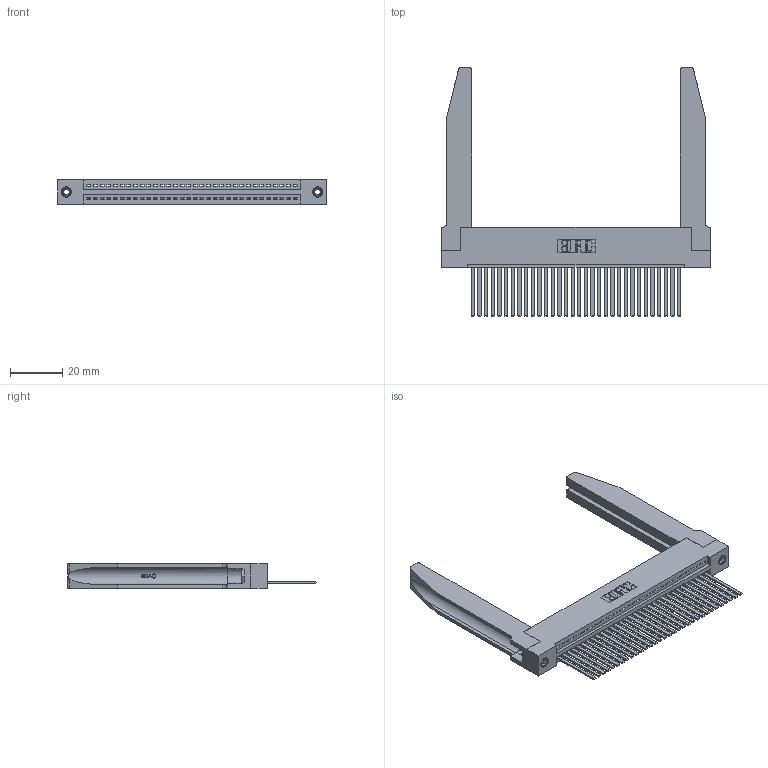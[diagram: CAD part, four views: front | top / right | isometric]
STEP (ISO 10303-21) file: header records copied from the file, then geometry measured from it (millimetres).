
FILE_DESCRIPTION (( 'STEP AP203' ), '1' );
FILE_NAME ('395-032-544-178.STEP', '2019-10-19T14:50:44', ( '' ), ( '' ), 'SwSTEP 2.0', 'SolidWorks 2016', '' );
FILE_SCHEMA (( 'CONFIG_CONTROL_DESIGN' ));
Length unit declared in the file: inch
Products named in the file (5): 345-292-001_345-293-144; 345-250-001_345-250-001-102; 345-220-078_345-220-078; 345 Part_Flush Mounting Lugs - 0.156 Dia-TH; 395-032-544-178
Assembly tree (37 placements, depth 2):
  395-032-544-178
    345 Part_Flush Mounting Lugs - 0.156 Dia-TH
    345-292-001_345-293-144  x32
    345-250-001_345-250-001-102  x2
    345-220-078_345-220-078  x2
Bounding box: 102.51 x 94.92 x 9.4 mm (x, y, z)
Volume: 17796.1 mm3; surface area: 21145.4 mm2
Topology: 37 solids, 37 shells, 2024 faces, 6005 edges, 3950 vertices
Faces by surface type: plane 1374, cylinder 598, bspline 36, cone 12, torus 4
Entity records: 29986 total; most frequent: CARTESIAN_POINT 6091, ORIENTED_EDGE 4954, DIRECTION 4339, EDGE_CURVE 2477, LINE 2127, VECTOR 2127, VERTEX_POINT 1644, AXIS2_PLACEMENT_3D 1106
